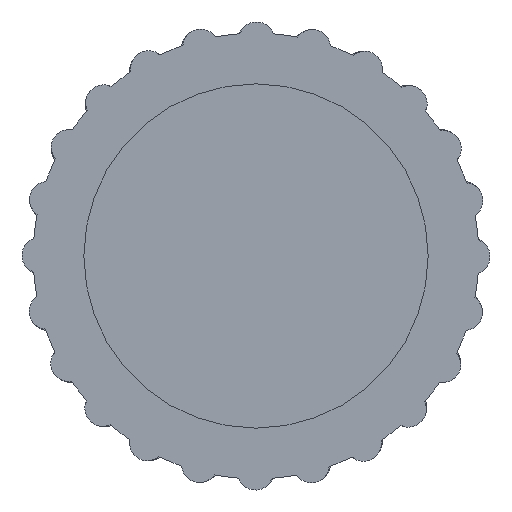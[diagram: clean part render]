
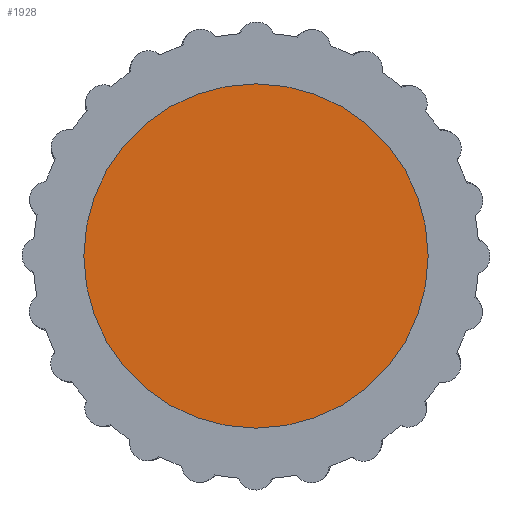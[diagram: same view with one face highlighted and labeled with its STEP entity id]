
A CAD part, left-side view. The second image highlights one B-rep face of the part: STEP entity #1928.
In plain terms, the highlighted planar face has unit normal (-1, 0, 0).
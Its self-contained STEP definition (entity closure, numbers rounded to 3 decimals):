
#315=FACE_OUTER_BOUND('',#420,.T.);
#420=EDGE_LOOP('',(#1222));
#529=CIRCLE('',#2057,29.2);
#727=VERTEX_POINT('',#3068);
#925=EDGE_CURVE('',#727,#727,#529,.T.);
#1222=ORIENTED_EDGE('',*,*,#925,.F.);
#1816=PLANE('',#2056);
#1928=ADVANCED_FACE('',(#315),#1816,.F.);
#2056=AXIS2_PLACEMENT_3D('',#3067,#2361,#2362);
#2057=AXIS2_PLACEMENT_3D('',#3069,#2363,#2364);
#2361=DIRECTION('center_axis',(1.,0.,0.));
#2362=DIRECTION('ref_axis',(0.,0.,-1.));
#2363=DIRECTION('center_axis',(1.,0.,0.));
#2364=DIRECTION('ref_axis',(0.,1.,0.));
#3067=CARTESIAN_POINT('Origin',(0.,0.,0.));
#3068=CARTESIAN_POINT('',(0.,-29.2,0.));
#3069=CARTESIAN_POINT('Origin',(0.,0.,0.));
